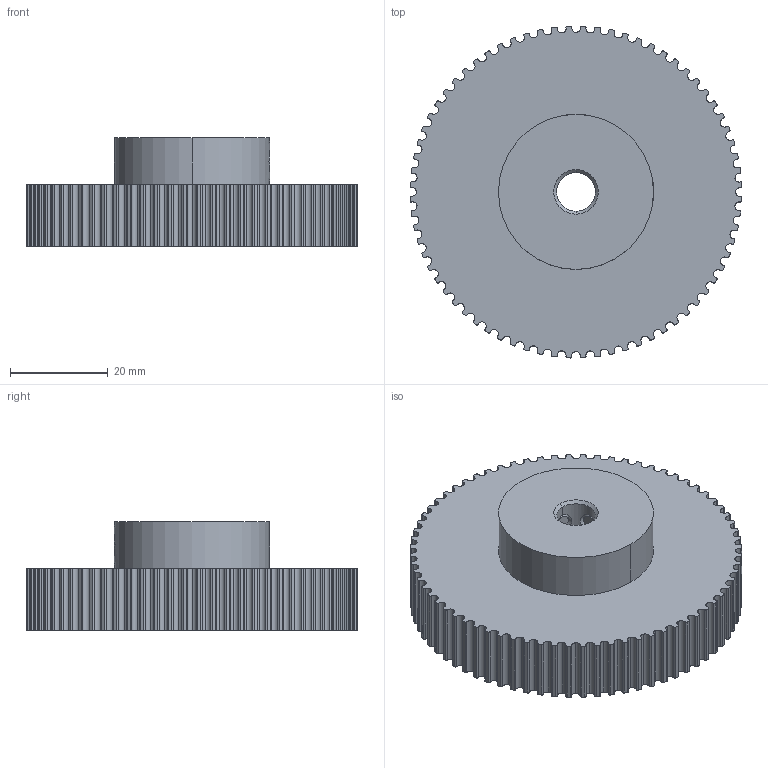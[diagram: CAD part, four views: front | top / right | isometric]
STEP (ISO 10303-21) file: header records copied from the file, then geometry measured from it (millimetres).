
FILE_DESCRIPTION((''),'2;1');
FILE_NAME('72-3M09-6A4','2018-12-22T',('SYSTEM'),(''),'PRO/ENGINEER BY PARAMETRIC TECHNOLOGY CORPORATION, 2016360','PRO/ENGINEER BY PARAMETRIC TECHNOLOGY CORPORATION, 2016360','');
FILE_SCHEMA(('AUTOMOTIVE_DESIGN { 1 0 10303 214 1 1 1 1 }'));
Length unit declared in the file: inch
Products named in the file (1): 72-3M09-6A4
Bounding box: 67.96 x 67.96 x 22.23 mm (x, y, z)
Volume: 50669.5 mm3; surface area: 12634.6 mm2
Topology: 1 solids, 1 shells, 405 faces, 1190 edges, 792 vertices
Faces by surface type: cylinder 372, plane 21, cone 12
Entity records: 14367 total; most frequent: DIRECTION 2750, CARTESIAN_POINT 2725, ORIENTED_EDGE 2380, EDGE_CURVE 1190, AXIS2_PLACEMENT_3D 1163, VERTEX_POINT 792, CIRCLE 758, VECTOR 424
